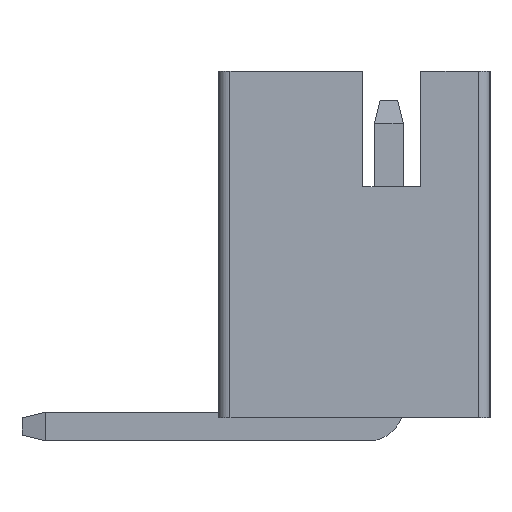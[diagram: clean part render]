
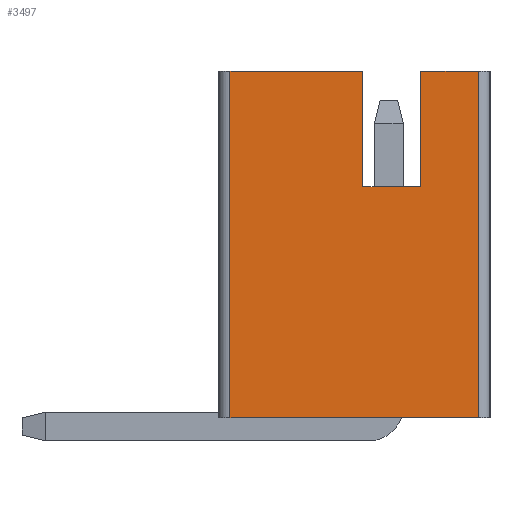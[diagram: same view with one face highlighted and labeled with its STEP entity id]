
A CAD part, left-side view. The second image highlights one B-rep face of the part: STEP entity #3497.
In plain terms, the highlighted planar face has unit normal (-1, 0, 0).
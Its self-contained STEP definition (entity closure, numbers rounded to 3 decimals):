
#1845 = VERTEX_POINT('',#1846);
#1846 = CARTESIAN_POINT('',(-7.,-0.15,4.));
#1852 = EDGE_CURVE('',#1853,#1845,#1855,.T.);
#1853 = VERTEX_POINT('',#1854);
#1854 = CARTESIAN_POINT('',(-7.,-0.15,6.));
#1855 = LINE('',#1856,#1857);
#1856 = CARTESIAN_POINT('',(-7.,-0.15,6.));
#1857 = VECTOR('',#1858,1.);
#1858 = DIRECTION('',(-0.,-0.,-1.));
#1882 = EDGE_CURVE('',#1845,#1883,#1885,.T.);
#1883 = VERTEX_POINT('',#1884);
#1884 = CARTESIAN_POINT('',(-7.,-1.15,4.));
#1885 = LINE('',#1886,#1887);
#1886 = CARTESIAN_POINT('',(-7.,-0.15,4.));
#1887 = VECTOR('',#1888,1.);
#1888 = DIRECTION('',(0.,-1.,0.));
#1907 = VERTEX_POINT('',#1908);
#1908 = CARTESIAN_POINT('',(-7.,-1.15,6.));
#1916 = EDGE_CURVE('',#1907,#1883,#1917,.T.);
#1917 = LINE('',#1918,#1919);
#1918 = CARTESIAN_POINT('',(-7.,-1.15,6.));
#1919 = VECTOR('',#1920,1.);
#1920 = DIRECTION('',(-0.,-0.,-1.));
#3240 = VERTEX_POINT('',#3241);
#3241 = CARTESIAN_POINT('',(-7.,2.15,6.));
#3248 = EDGE_CURVE('',#3240,#1853,#3249,.T.);
#3249 = LINE('',#3250,#3251);
#3250 = CARTESIAN_POINT('',(-7.,2.15,6.));
#3251 = VECTOR('',#3252,1.);
#3252 = DIRECTION('',(0.,-1.,0.));
#3497 = ADVANCED_FACE('',(#3498),#3534,.F.);
#3498 = FACE_BOUND('',#3499,.F.);
#3499 = EDGE_LOOP('',(#3500,#3510,#3516,#3517,#3518,#3519,#3520,#3528));
#3500 = ORIENTED_EDGE('',*,*,#3501,.F.);
#3501 = EDGE_CURVE('',#3502,#3504,#3506,.T.);
#3502 = VERTEX_POINT('',#3503);
#3503 = CARTESIAN_POINT('',(-7.,2.15,0.));
#3504 = VERTEX_POINT('',#3505);
#3505 = CARTESIAN_POINT('',(-7.,-2.15,0.));
#3506 = LINE('',#3507,#3508);
#3507 = CARTESIAN_POINT('',(-7.,2.15,0.));
#3508 = VECTOR('',#3509,1.);
#3509 = DIRECTION('',(0.,-1.,0.));
#3510 = ORIENTED_EDGE('',*,*,#3511,.T.);
#3511 = EDGE_CURVE('',#3502,#3240,#3512,.T.);
#3512 = LINE('',#3513,#3514);
#3513 = CARTESIAN_POINT('',(-7.,2.15,0.));
#3514 = VECTOR('',#3515,1.);
#3515 = DIRECTION('',(0.,0.,1.));
#3516 = ORIENTED_EDGE('',*,*,#3248,.T.);
#3517 = ORIENTED_EDGE('',*,*,#1852,.T.);
#3518 = ORIENTED_EDGE('',*,*,#1882,.T.);
#3519 = ORIENTED_EDGE('',*,*,#1916,.F.);
#3520 = ORIENTED_EDGE('',*,*,#3521,.T.);
#3521 = EDGE_CURVE('',#1907,#3522,#3524,.T.);
#3522 = VERTEX_POINT('',#3523);
#3523 = CARTESIAN_POINT('',(-7.,-2.15,6.));
#3524 = LINE('',#3525,#3526);
#3525 = CARTESIAN_POINT('',(-7.,2.15,6.));
#3526 = VECTOR('',#3527,1.);
#3527 = DIRECTION('',(0.,-1.,0.));
#3528 = ORIENTED_EDGE('',*,*,#3529,.F.);
#3529 = EDGE_CURVE('',#3504,#3522,#3530,.T.);
#3530 = LINE('',#3531,#3532);
#3531 = CARTESIAN_POINT('',(-7.,-2.15,0.));
#3532 = VECTOR('',#3533,1.);
#3533 = DIRECTION('',(0.,0.,1.));
#3534 = PLANE('',#3535);
#3535 = AXIS2_PLACEMENT_3D('',#3536,#3537,#3538);
#3536 = CARTESIAN_POINT('',(-7.,2.15,0.));
#3537 = DIRECTION('',(1.,0.,0.));
#3538 = DIRECTION('',(0.,-1.,0.));
